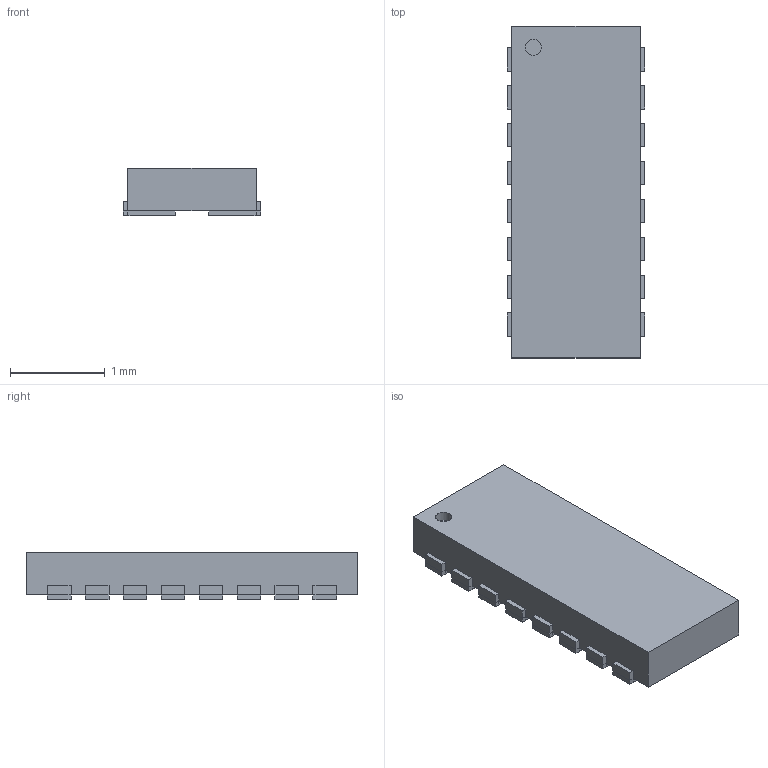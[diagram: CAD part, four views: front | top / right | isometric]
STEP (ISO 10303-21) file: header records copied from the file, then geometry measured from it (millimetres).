
FILE_DESCRIPTION(/* description */ (''),/* implementation_level */ '2;1');
FILE_NAME(/* name */ 'XDFN16.step',/* time_stamp */ '2019-07-06T14:58:16+02:00',/* author */ (''),/* organization */ (''),/* preprocessor_version */ 'ST-DEVELOPER v18',/* originating_system */ 'Autodesk Translation Framework v8.2.0.1029',/* authorisation */ '');
FILE_SCHEMA (('AUTOMOTIVE_DESIGN { 1 0 10303 214 3 1 1 }'));
Length unit declared in the file: millimetre
Products named in the file (7): SON40P140X50-16L; 731368592; Open_CASCADE_STEP_translator_6.8_11; Body; Open_CASCADE_STEP_translator_6.8_11.2; Pin_Shape; Open_CASCADE_STEP_translator_6.8_11.3
Assembly tree (21 placements, depth 4):
  SON40P140X50-16L
    731368592
      Open_CASCADE_STEP_translator_6.8_11
      Body
        Open_CASCADE_STEP_translator_6.8_11.2
      Pin_Shape  x16
        Open_CASCADE_STEP_translator_6.8_11.3
Bounding box: 1.45 x 3.5 x 0.5 mm (x, y, z)
Volume: 2.3 mm3; surface area: 20.5 mm2
Topology: 17 solids, 17 shells, 232 faces, 465 edges, 268 vertices
Faces by surface type: plane 231, cylinder 1
Full cylindrical faces by diameter (mm): 0.169 x1
Entity records: 876 total; most frequent: DIRECTION 149, CARTESIAN_POINT 123, ORIENTED_EDGE 90, AXIS2_PLACEMENT_3D 54, EDGE_CURVE 45, LINE 41, VECTOR 41, VERTEX_POINT 28
